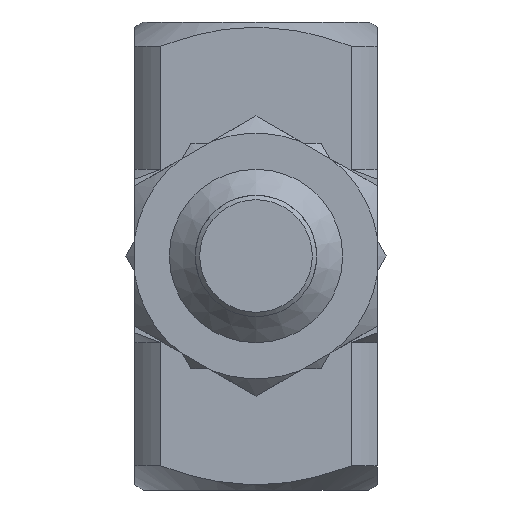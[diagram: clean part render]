
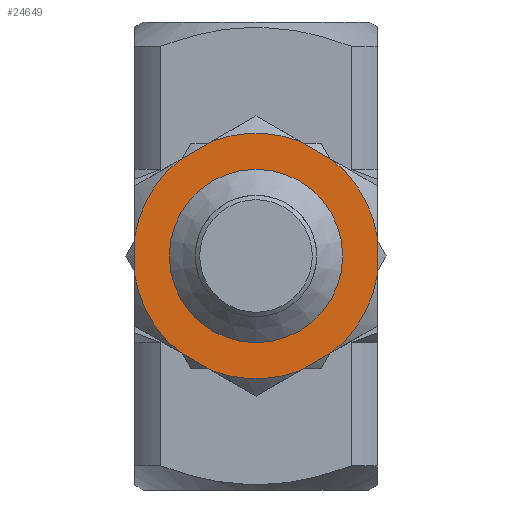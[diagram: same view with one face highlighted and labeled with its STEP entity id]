
A CAD part, front view. The second image highlights one B-rep face of the part: STEP entity #24649.
In plain terms, the highlighted planar face has unit normal (0, -1, 0).
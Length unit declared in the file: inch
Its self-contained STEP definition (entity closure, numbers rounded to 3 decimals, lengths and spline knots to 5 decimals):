
#291=FACE_BOUND($,#4521,.T.);
#292=FACE_BOUND($,#4522,.T.);
#1725=CIRCLE($,#25583,0.3125);
#1736=CIRCLE($,#25606,0.44268);
#1737=CIRCLE($,#25607,0.44268);
#1738=CIRCLE($,#25608,0.44268);
#1739=CIRCLE($,#25609,0.44268);
#1740=CIRCLE($,#25610,0.44268);
#1741=CIRCLE($,#25611,0.44268);
#4521=EDGE_LOOP($,(#22473));
#4522=EDGE_LOOP($,(#22474,#22475,#22476,#22477,#22478,#22479,#22480,#22481,
#22482,#22483,#22484,#22485));
#7019=LINE($,#43329,#9519);
#7023=LINE($,#43354,#9523);
#7026=LINE($,#43376,#9526);
#7029=LINE($,#43398,#9529);
#7034=LINE($,#43434,#9534);
#7036=LINE($,#43462,#9536);
#9519=VECTOR($,#29961,0.13507);
#9523=VECTOR($,#29967,0.13507);
#9526=VECTOR($,#29972,0.13507);
#9529=VECTOR($,#29977,0.13507);
#9534=VECTOR($,#29984,0.13507);
#9536=VECTOR($,#30004,0.13507);
#11871=VERTEX_POINT($,#43312);
#11874=VERTEX_POINT($,#43324);
#11875=VERTEX_POINT($,#43328);
#11882=VERTEX_POINT($,#43349);
#11883=VERTEX_POINT($,#43353);
#11888=VERTEX_POINT($,#43371);
#11889=VERTEX_POINT($,#43375);
#11894=VERTEX_POINT($,#43393);
#11895=VERTEX_POINT($,#43397);
#11899=VERTEX_POINT($,#43414);
#11904=VERTEX_POINT($,#43430);
#11908=VERTEX_POINT($,#43448);
#11909=VERTEX_POINT($,#43458);
#15389=EDGE_CURVE($,#11871,#11871,#1725,.T.);
#15394=EDGE_CURVE($,#11874,#11875,#7019,.T.);
#15402=EDGE_CURVE($,#11882,#11883,#7023,.T.);
#15409=EDGE_CURVE($,#11888,#11889,#7026,.T.);
#15416=EDGE_CURVE($,#11894,#11895,#7029,.T.);
#15428=EDGE_CURVE($,#11904,#11899,#7034,.T.);
#15441=EDGE_CURVE($,#11909,#11908,#7036,.T.);
#15442=EDGE_CURVE($,#11894,#11899,#1736,.T.);
#15443=EDGE_CURVE($,#11904,#11908,#1737,.T.);
#15444=EDGE_CURVE($,#11909,#11875,#1738,.T.);
#15445=EDGE_CURVE($,#11874,#11883,#1739,.T.);
#15446=EDGE_CURVE($,#11882,#11889,#1740,.T.);
#15447=EDGE_CURVE($,#11888,#11895,#1741,.T.);
#22473=ORIENTED_EDGE($,*,*,#15389,.F.);
#22474=ORIENTED_EDGE($,*,*,#15442,.T.);
#22475=ORIENTED_EDGE($,*,*,#15428,.F.);
#22476=ORIENTED_EDGE($,*,*,#15443,.T.);
#22477=ORIENTED_EDGE($,*,*,#15441,.F.);
#22478=ORIENTED_EDGE($,*,*,#15444,.T.);
#22479=ORIENTED_EDGE($,*,*,#15394,.F.);
#22480=ORIENTED_EDGE($,*,*,#15445,.T.);
#22481=ORIENTED_EDGE($,*,*,#15402,.F.);
#22482=ORIENTED_EDGE($,*,*,#15446,.T.);
#22483=ORIENTED_EDGE($,*,*,#15409,.F.);
#22484=ORIENTED_EDGE($,*,*,#15447,.T.);
#22485=ORIENTED_EDGE($,*,*,#15416,.F.);
#23339=PLANE($,#25605);
#24649=ADVANCED_FACE($,(#291,#292),#23339,.T.);
#25583=AXIS2_PLACEMENT_3D($,#43313,#29943,#29944);
#25605=AXIS2_PLACEMENT_3D($,#43463,#30005,#30006);
#25606=AXIS2_PLACEMENT_3D($,#43464,#30007,#30008);
#25607=AXIS2_PLACEMENT_3D($,#43465,#30009,#30010);
#25608=AXIS2_PLACEMENT_3D($,#43466,#30011,#30012);
#25609=AXIS2_PLACEMENT_3D($,#43467,#30013,#30014);
#25610=AXIS2_PLACEMENT_3D($,#43468,#30015,#30016);
#25611=AXIS2_PLACEMENT_3D($,#43469,#30017,#30018);
#29943=DIRECTION('center_axis',(0.,-1.,0.));
#29944=DIRECTION('ref_axis',(0.,0.,-1.));
#29961=DIRECTION($,(0.,0.,-1.));
#29967=DIRECTION($,(0.866,0.,-0.5));
#29972=DIRECTION($,(0.866,0.,0.5));
#29977=DIRECTION($,(0.,0.,1.));
#29984=DIRECTION($,(-0.866,0.,0.5));
#30004=DIRECTION($,(-0.866,0.,-0.5));
#30005=DIRECTION('center_axis',(0.,-1.,0.));
#30006=DIRECTION('ref_axis',(0.,0.,-1.));
#30007=DIRECTION('center_axis',(0.,-1.,0.));
#30008=DIRECTION('ref_axis',(0.,0.,1.));
#30009=DIRECTION('center_axis',(0.,-1.,0.));
#30010=DIRECTION('ref_axis',(0.,0.,1.));
#30011=DIRECTION('center_axis',(0.,-1.,0.));
#30012=DIRECTION('ref_axis',(0.,0.,1.));
#30013=DIRECTION('center_axis',(0.,-1.,0.));
#30014=DIRECTION('ref_axis',(0.,0.,1.));
#30015=DIRECTION('center_axis',(0.,-1.,0.));
#30016=DIRECTION('ref_axis',(0.,0.,1.));
#30017=DIRECTION('center_axis',(0.,-1.,0.));
#30018=DIRECTION('ref_axis',(0.,0.,1.));
#43312=CARTESIAN_POINT('',(0.,-1.1,0.3125));
#43313=CARTESIAN_POINT('Origin',(0.,-1.1,0.));
#43324=CARTESIAN_POINT('',(0.4375,-1.1,0.06753));
#43328=CARTESIAN_POINT('',(0.4375,-1.1,-0.06753));
#43329=CARTESIAN_POINT($,(0.4375,-1.1,0.06753));
#43349=CARTESIAN_POINT('',(0.16027,-1.1,0.41265));
#43353=CARTESIAN_POINT('',(0.27723,-1.1,0.34512));
#43354=CARTESIAN_POINT($,(0.16027,-1.1,0.41265));
#43371=CARTESIAN_POINT('',(-0.27723,-1.1,0.34512));
#43375=CARTESIAN_POINT('',(-0.16027,-1.1,0.41265));
#43376=CARTESIAN_POINT($,(-0.27723,-1.1,0.34512));
#43393=CARTESIAN_POINT('',(-0.4375,-1.1,-0.06753));
#43397=CARTESIAN_POINT('',(-0.4375,-1.1,0.06753));
#43398=CARTESIAN_POINT($,(-0.4375,-1.1,-0.06753));
#43414=CARTESIAN_POINT('',(-0.27723,-1.1,-0.34512));
#43430=CARTESIAN_POINT('',(-0.16027,-1.1,-0.41265));
#43434=CARTESIAN_POINT($,(-0.16027,-1.1,-0.41265));
#43448=CARTESIAN_POINT('',(0.16027,-1.1,-0.41265));
#43458=CARTESIAN_POINT('',(0.27723,-1.1,-0.34512));
#43462=CARTESIAN_POINT($,(0.27723,-1.1,-0.34512));
#43463=CARTESIAN_POINT('Origin',(-0.375,-1.1,0.));
#43464=CARTESIAN_POINT('Origin',(0.,-1.1,0.));
#43465=CARTESIAN_POINT('Origin',(0.,-1.1,0.));
#43466=CARTESIAN_POINT('Origin',(0.,-1.1,0.));
#43467=CARTESIAN_POINT('Origin',(0.,-1.1,0.));
#43468=CARTESIAN_POINT('Origin',(0.,-1.1,0.));
#43469=CARTESIAN_POINT('Origin',(0.,-1.1,0.));
